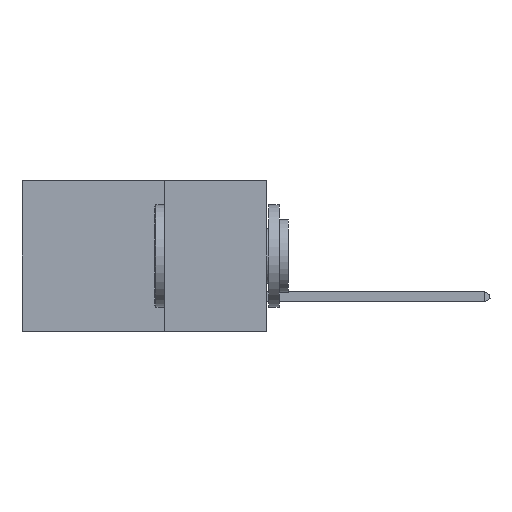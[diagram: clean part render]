
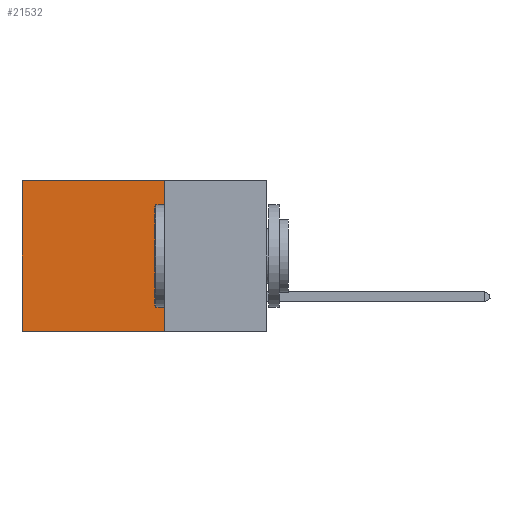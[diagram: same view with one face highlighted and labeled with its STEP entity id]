
A CAD part, left-side view. The second image highlights one B-rep face of the part: STEP entity #21532.
In plain terms, the highlighted planar face has unit normal (-1, 0, 0).
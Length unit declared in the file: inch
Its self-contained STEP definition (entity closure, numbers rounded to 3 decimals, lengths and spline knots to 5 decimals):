
#825 = VERTEX_POINT ( 'NONE', #17871 ) ;
#1994 = DIRECTION ( 'NONE',  ( 0., 1., 0. ) ) ;
#2170 = EDGE_CURVE ( 'NONE', #825, #7489, #25388, .T. ) ;
#3081 = CARTESIAN_POINT ( 'NONE',  ( 0.2875, 0.25, -0.37 ) ) ;
#4103 = DIRECTION ( 'NONE',  ( 0., 0., -1. ) ) ;
#5459 = CARTESIAN_POINT ( 'NONE',  ( 0.2875, 0.25, 0. ) ) ;
#5487 = DIRECTION ( 'NONE',  ( 0., 1., 0. ) ) ;
#6278 = ORIENTED_EDGE ( 'NONE', *, *, #2170, .F. ) ;
#7413 = LINE ( 'NONE', #8218, #25230 ) ;
#7489 = VERTEX_POINT ( 'NONE', #3081 ) ;
#7516 = CARTESIAN_POINT ( 'NONE',  ( 0.2875, 0.25, 0. ) ) ;
#8218 = CARTESIAN_POINT ( 'NONE',  ( 0.2875, 0.6, 0. ) ) ;
#9217 = ORIENTED_EDGE ( 'NONE', *, *, #13800, .T. ) ;
#10253 = ORIENTED_EDGE ( 'NONE', *, *, #16829, .T. ) ;
#11129 = LINE ( 'NONE', #7516, #26350 ) ;
#11720 = VERTEX_POINT ( 'NONE', #19780 ) ;
#12848 = CARTESIAN_POINT ( 'NONE',  ( 0.2875, 0.25, 0. ) ) ;
#13800 = EDGE_CURVE ( 'NONE', #825, #25956, #11129, .T. ) ;
#14014 = PLANE ( 'NONE',  #20779 ) ;
#14876 = CARTESIAN_POINT ( 'NONE',  ( 0.2875, 0.25, -0.37 ) ) ;
#15446 = ORIENTED_EDGE ( 'NONE', *, *, #18576, .F. ) ;
#16738 = DIRECTION ( 'NONE',  ( 0., 0., -1. ) ) ;
#16829 = EDGE_CURVE ( 'NONE', #25956, #11720, #7413, .T. ) ;
#17600 = CARTESIAN_POINT ( 'NONE',  ( 0.2875, 0.6, 0. ) ) ;
#17871 = CARTESIAN_POINT ( 'NONE',  ( 0.2875, 0.25, 0. ) ) ;
#18412 = DIRECTION ( 'NONE',  ( 1., 0., 0. ) ) ;
#18576 = EDGE_CURVE ( 'NONE', #7489, #11720, #21859, .T. ) ;
#19780 = CARTESIAN_POINT ( 'NONE',  ( 0.2875, 0.6, -0.37 ) ) ;
#19871 = VECTOR ( 'NONE', #1994, 39.37008 ) ;
#20452 = DIRECTION ( 'NONE',  ( 0., 0., -1. ) ) ;
#20779 = AXIS2_PLACEMENT_3D ( 'NONE', #5459, #18412, #20452 ) ;
#21532 = ADVANCED_FACE ( 'NONE', ( #25323 ), #14014, .F. ) ;
#21859 = LINE ( 'NONE', #14876, #19871 ) ;
#23639 = EDGE_LOOP ( 'NONE', ( #10253, #15446, #6278, #9217 ) ) ;
#25230 = VECTOR ( 'NONE', #4103, 39.37008 ) ;
#25323 = FACE_OUTER_BOUND ( 'NONE', #23639, .T. ) ;
#25388 = LINE ( 'NONE', #12848, #26401 ) ;
#25956 = VERTEX_POINT ( 'NONE', #17600 ) ;
#26350 = VECTOR ( 'NONE', #5487, 39.37008 ) ;
#26401 = VECTOR ( 'NONE', #16738, 39.37008 ) ;
